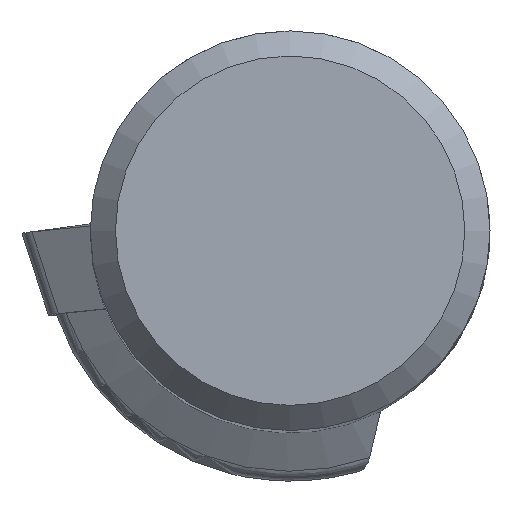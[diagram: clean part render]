
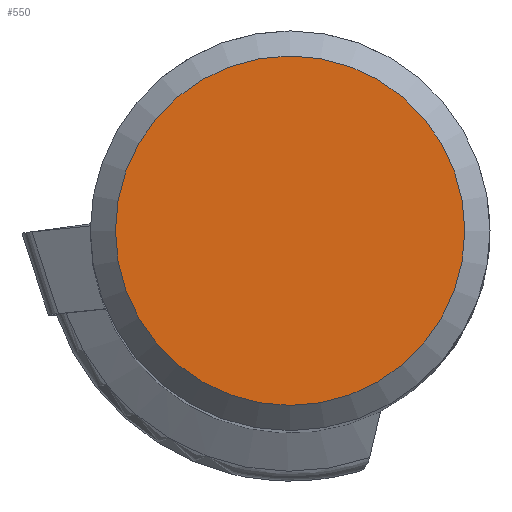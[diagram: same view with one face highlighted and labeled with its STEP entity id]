
A CAD part, top view. The second image highlights one B-rep face of the part: STEP entity #550.
In plain terms, the highlighted planar face has unit normal (0, 0, 1).
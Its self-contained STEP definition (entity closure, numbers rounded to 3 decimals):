
#328=FACE_OUTER_BOUND('',#736,.T.);
#550=ADVANCED_FACE('',(#328),#610,.F.);
#610=PLANE('',#1827);
#736=EDGE_LOOP('',(#1051));
#1051=ORIENTED_EDGE('',*,*,#1522,.F.);
#1328=VERTEX_POINT('',#3299);
#1522=EDGE_CURVE('',#1328,#1328,#1622,.T.);
#1622=CIRCLE('',#1826,6.935);
#1826=AXIS2_PLACEMENT_3D('',#3298,#2152,#2153);
#1827=AXIS2_PLACEMENT_3D('',#3300,#2154,#2155);
#2152=DIRECTION('',(0.,0.,-1.));
#2153=DIRECTION('',(-1.,0.,0.));
#2154=DIRECTION('',(0.,0.,-1.));
#2155=DIRECTION('',(-1.,0.,0.));
#3298=CARTESIAN_POINT('',(0.,0.,0.));
#3299=CARTESIAN_POINT('',(-6.935,0.,0.));
#3300=CARTESIAN_POINT('',(0.,0.,0.));
